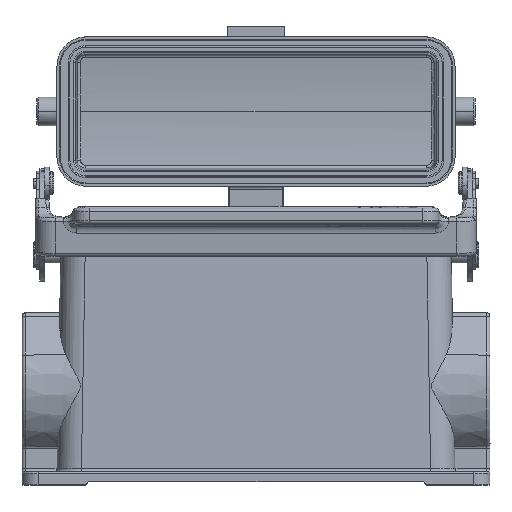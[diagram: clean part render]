
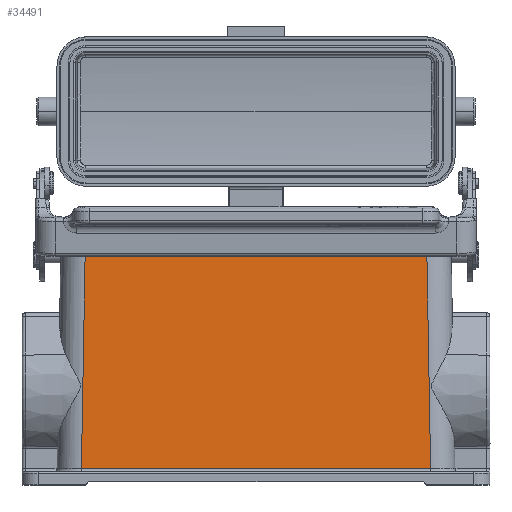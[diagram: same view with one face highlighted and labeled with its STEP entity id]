
A CAD part, top view. The second image highlights one B-rep face of the part: STEP entity #34491.
In plain terms, the highlighted planar face has unit normal (0, 0.018, 1).
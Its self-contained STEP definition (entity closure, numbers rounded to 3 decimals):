
#3291=DIRECTION('',(0.017,-1.,0.017));
#3292=VECTOR('',#3291,69.547);
#3293=CARTESIAN_POINT('',(125.51,74.509,-6.491));
#3294=LINE('',#3293,#3292);
#3295=DIRECTION('',(0.017,1.,-0.017));
#3296=VECTOR('',#3295,69.547);
#3297=CARTESIAN_POINT('',(19.277,4.983,-5.278));
#3298=LINE('',#3297,#3296);
#6502=DIRECTION('',(-1.,0.,0.));
#6503=VECTOR('',#6502,105.019);
#6504=CARTESIAN_POINT('',(125.51,74.509,-6.491));
#6505=LINE('',#6504,#6503);
#7184=DIRECTION('',(1.,0.,0.));
#7185=VECTOR('',#7184,107.447);
#7186=CARTESIAN_POINT('',(19.277,4.983,-5.278));
#7187=LINE('',#7186,#7185);
#24592=CARTESIAN_POINT('',(19.277,4.983,
-5.278));
#24593=CARTESIAN_POINT('',(20.49,74.509,
-6.491));
#24594=VERTEX_POINT('',#24592);
#24595=VERTEX_POINT('',#24593);
#24601=CARTESIAN_POINT('',(125.51,74.509,
-6.491));
#24602=CARTESIAN_POINT('',(126.723,4.983,
-5.278));
#24603=VERTEX_POINT('',#24601);
#24604=VERTEX_POINT('',#24602);
#34477=CARTESIAN_POINT('',(73.,39.746,
-5.885));
#34478=DIRECTION('',(0.,0.017,1.));
#34479=DIRECTION('',(0.,-1.,0.017));
#34480=AXIS2_PLACEMENT_3D('',#34477,#34478,#34479);
#34481=PLANE('',#34480);
#34483=ORIENTED_EDGE('',*,*,#34482,.T.);
#34485=ORIENTED_EDGE('',*,*,#34484,.F.);
#34486=ORIENTED_EDGE('',*,*,#34459,.T.);
#34488=ORIENTED_EDGE('',*,*,#34487,.F.);
#34489=EDGE_LOOP('',(#34483,#34485,#34486,#34488));
#34490=FACE_OUTER_BOUND('',#34489,.F.);
#34459=EDGE_CURVE('',#24594,#24595,#3298,.T.);
#34482=EDGE_CURVE('',#24603,#24604,#3294,.T.);
#34484=EDGE_CURVE('',#24594,#24604,#7187,.T.);
#34487=EDGE_CURVE('',#24603,#24595,#6505,.T.);
#34491=ADVANCED_FACE('',(#34490),#34481,.T.);
